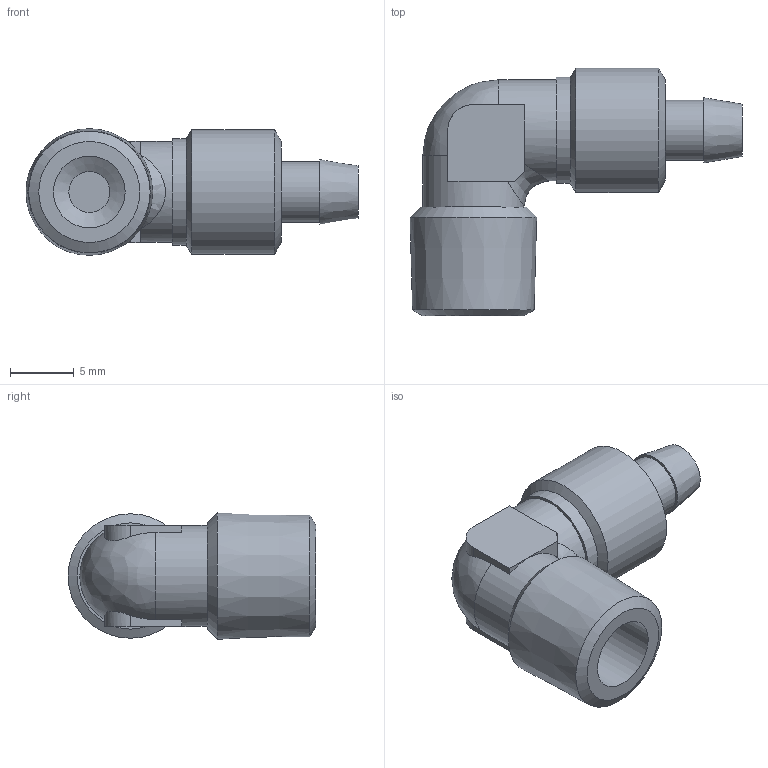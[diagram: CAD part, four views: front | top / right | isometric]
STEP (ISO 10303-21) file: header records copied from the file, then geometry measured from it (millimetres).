
FILE_DESCRIPTION(/* description */ (''),/* implementation_level */ '2;1');
FILE_NAME(/* name */ 'gk_186_es-la.stp',/* time_stamp */ '2023-07-05T10:21:20+02:00',/* author */ ('leitheußer'),/* organization */ (''),/* preprocessor_version */ 'ST-DEVELOPER v16.13',/* originating_system */ 'Autodesk Inventor LT',/* authorisation */ '');
FILE_SCHEMA (('AUTOMOTIVE_DESIGN { 1 0 10303 214 3 1 1 }'));
Length unit declared in the file: millimetre
Products named in the file (1): GK 184 ES
Bounding box: 25.95 x 19.36 x 9.9 mm (x, y, z)
Volume: 1551.6 mm3; surface area: 1387 mm2
Topology: 1 solids, 1 shells, 45 faces, 100 edges, 63 vertices
Faces by surface type: plane 26, cylinder 10, cone 7, bspline 2
Full cylindrical faces by diameter (mm): 3.2 x2, 4.7 x1, 5.6 x1, 7.9 x2, 8.3 x1, 9.728 x1
Entity records: 1276 total; most frequent: CARTESIAN_POINT 302, DIRECTION 200, ORIENTED_EDGE 166, EDGE_CURVE 83, AXIS2_PLACEMENT_3D 83, EDGE_LOOP 66, VERTEX_POINT 61, FACE_OUTER_BOUND 45
